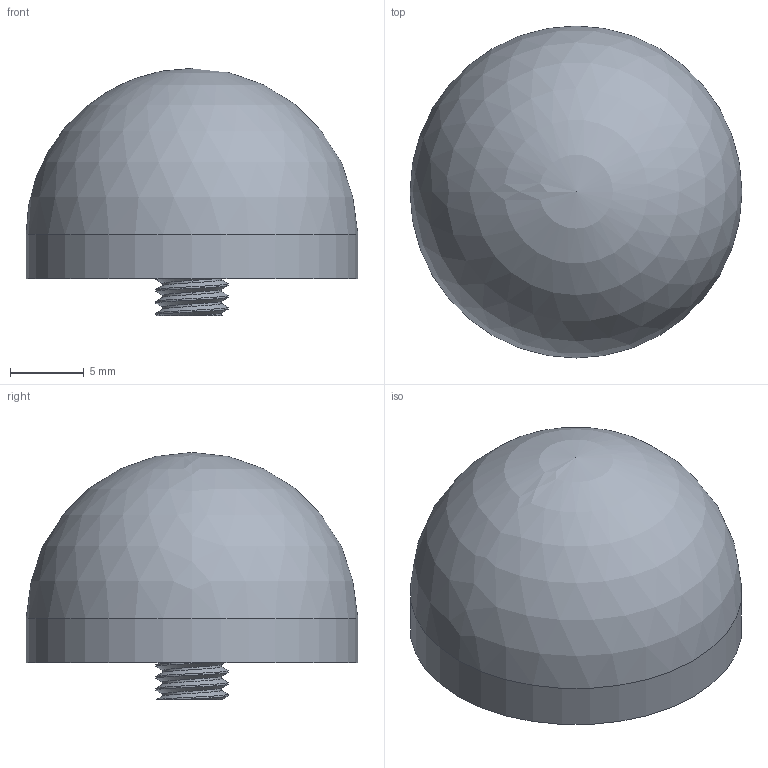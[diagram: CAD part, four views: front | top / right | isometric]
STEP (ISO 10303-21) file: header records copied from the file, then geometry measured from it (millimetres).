
FILE_DESCRIPTION(/* description */ (''),/* implementation_level */ '2;1');
FILE_NAME(/* name */ 'cap.step',/* time_stamp */ '2025-11-09T18:53:39+01:00',/* author */ (''),/* organization */ (''),/* preprocessor_version */ 'ST-DEVELOPER v20.1',/* originating_system */ 'Autodesk Translation Framework v14.21.0.0',/* authorisation */ '');
FILE_SCHEMA (('AUTOMOTIVE_DESIGN { 1 0 10303 214 3 1 1 }'));
Length unit declared in the file: millimetre
Products named in the file (1): cap
Bounding box: 22.5 x 22.5 x 16.75 mm (x, y, z)
Volume: 3652.3 mm3; surface area: 1630.6 mm2
Topology: 1 solids, 1 shells, 23 faces, 57 edges, 38 vertices
Faces by surface type: cylinder 16, plane 4, bspline 2, sphere 1
Full cylindrical faces by diameter (mm): 3.99 x1, 4.901 x4, 18 x1, 20.5 x1, 22.5 x1
Entity records: 1674 total; most frequent: CARTESIAN_POINT 1147, ORIENTED_EDGE 112, DIRECTION 82, EDGE_CURVE 56, VERTEX_POINT 38, AXIS2_PLACEMENT_3D 34, B_SPLINE_CURVE_WITH_KNOTS 30, EDGE_LOOP 26
